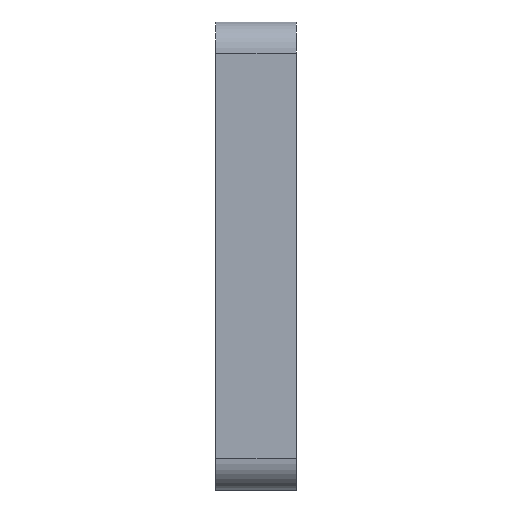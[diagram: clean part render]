
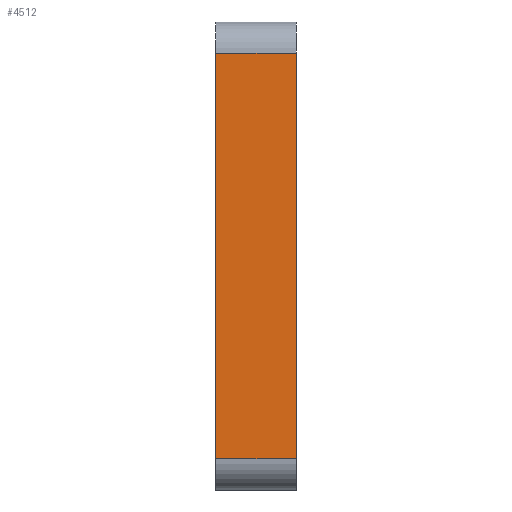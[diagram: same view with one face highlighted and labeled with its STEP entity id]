
A CAD part, left-side view. The second image highlights one B-rep face of the part: STEP entity #4512.
In plain terms, the highlighted planar face has unit normal (-1, 0, 0).
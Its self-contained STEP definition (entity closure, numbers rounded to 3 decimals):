
#206=PLANE('',#4688);
#443=FACE_OUTER_BOUND('',#709,.T.);
#709=EDGE_LOOP('',(#4145,#4146,#4147,#4148));
#1108=LINE('',#8361,#1538);
#1121=LINE('',#8405,#1551);
#1128=LINE('',#8429,#1558);
#1129=LINE('',#8431,#1559);
#1538=VECTOR('',#5312,10.);
#1551=VECTOR('',#5351,10.);
#1558=VECTOR('',#5374,10.);
#1559=VECTOR('',#5377,10.);
#2177=VERTEX_POINT('',#8358);
#2178=VERTEX_POINT('',#8360);
#2195=VERTEX_POINT('',#8402);
#2196=VERTEX_POINT('',#8404);
#2807=EDGE_CURVE('',#2177,#2178,#1108,.T.);
#2827=EDGE_CURVE('',#2195,#2196,#1121,.T.);
#2840=EDGE_CURVE('',#2178,#2195,#1128,.T.);
#2841=EDGE_CURVE('',#2196,#2177,#1129,.T.);
#4145=ORIENTED_EDGE('',*,*,#2840,.F.);
#4146=ORIENTED_EDGE('',*,*,#2807,.F.);
#4147=ORIENTED_EDGE('',*,*,#2841,.F.);
#4148=ORIENTED_EDGE('',*,*,#2827,.F.);
#4512=ADVANCED_FACE('',(#443),#206,.T.);
#4688=AXIS2_PLACEMENT_3D('',#8480,#5434,#5435);
#5312=DIRECTION('',(0.,0.,-1.));
#5351=DIRECTION('',(0.,0.,1.));
#5374=DIRECTION('',(0.,1.,0.));
#5377=DIRECTION('',(0.,-1.,0.));
#5434=DIRECTION('center_axis',(-1.,0.,0.));
#5435=DIRECTION('ref_axis',(0.,0.,1.));
#8358=CARTESIAN_POINT('',(-59.5,0.,10.619));
#8360=CARTESIAN_POINT('',(-59.5,0.,-54.5));
#8361=CARTESIAN_POINT('',(-59.5,0.,15.619));
#8402=CARTESIAN_POINT('',(-59.5,13.,-54.5));
#8404=CARTESIAN_POINT('',(-59.5,13.,10.619));
#8405=CARTESIAN_POINT('',(-59.5,13.,15.619));
#8429=CARTESIAN_POINT('',(-59.5,0.,-54.5));
#8431=CARTESIAN_POINT('',(-59.5,0.,10.619));
#8480=CARTESIAN_POINT('Origin',(-59.5,0.,-59.5));
